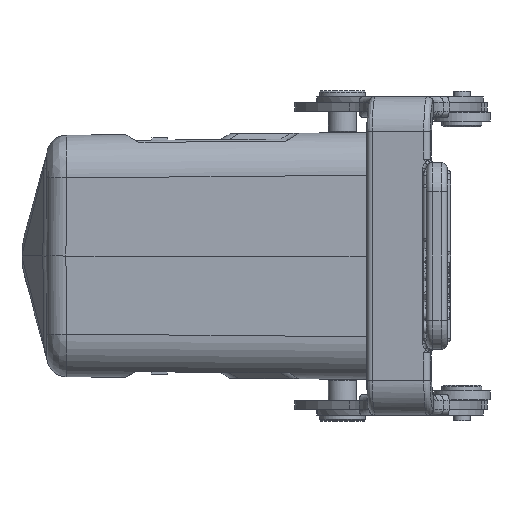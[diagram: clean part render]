
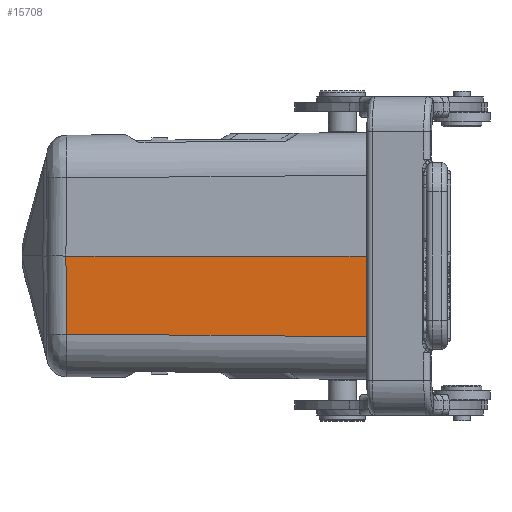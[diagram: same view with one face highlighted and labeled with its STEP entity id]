
A CAD part, left-side view. The second image highlights one B-rep face of the part: STEP entity #15708.
In plain terms, the highlighted planar face has unit normal (-1, 0.009, -0.009).
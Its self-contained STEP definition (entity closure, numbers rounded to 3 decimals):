
#8556=PLANE('',#35114);
#11175=LINE('',#57112,#13366);
#11194=LINE('',#57269,#13385);
#11196=LINE('',#57298,#13387);
#11197=LINE('',#57300,#13388);
#13366=VECTOR('',#41558,1.);
#13385=VECTOR('',#41645,1.);
#13387=VECTOR('',#41657,1.);
#13388=VECTOR('',#41660,1.);
#15708=ADVANCED_FACE('',(#17111),#8556,.T.);
#17111=FACE_OUTER_BOUND('',#18868,.T.);
#18868=EDGE_LOOP('',(#25935,#25936,#25937,#25938,#25939,#25940));
#25935=ORIENTED_EDGE('',*,*,#32113,.F.);
#25936=ORIENTED_EDGE('',*,*,#32152,.F.);
#25937=ORIENTED_EDGE('',*,*,#32158,.T.);
#25938=ORIENTED_EDGE('',*,*,#32159,.F.);
#25939=ORIENTED_EDGE('',*,*,#32160,.F.);
#25940=ORIENTED_EDGE('',*,*,#32161,.F.);
#28532=VERTEX_POINT('',#57092);
#28533=VERTEX_POINT('',#57113);
#28553=VERTEX_POINT('',#57270);
#28556=VERTEX_POINT('',#57297);
#28557=VERTEX_POINT('',#57301);
#28558=VERTEX_POINT('',#57314);
#32113=EDGE_CURVE('',#28532,#28533,#11175,.T.);
#32152=EDGE_CURVE('',#28553,#28532,#11194,.T.);
#32158=EDGE_CURVE('',#28553,#28556,#11196,.T.);
#32159=EDGE_CURVE('',#28557,#28556,#11197,.T.);
#32160=EDGE_CURVE('',#28558,#28557,#32930,.T.);
#32161=EDGE_CURVE('',#28533,#28558,#32931,.T.);
#32930=B_SPLINE_CURVE_WITH_KNOTS('',3,(#57302,#57303,#57304,#57305,#57306,
#57307,#57308,#57309,#57310,#57311,#57312,#57313),.UNSPECIFIED.,.F.,.F.,
(4,1,1,1,1,2,2,4),(0.,0.25,0.375,0.437,
0.469,0.484,0.5,1.),.UNSPECIFIED.);
#32931=B_SPLINE_CURVE_WITH_KNOTS('',3,(#57315,#57316,#57317,#57318),
 .UNSPECIFIED.,.F.,.F.,(4,4),(0.,1.),.UNSPECIFIED.);
#35114=AXIS2_PLACEMENT_3D('',#57319,#41661,#41662);
#41558=DIRECTION('',(-0.009,0.009,1.));
#41645=DIRECTION('',(0.009,1.,0.009));
#41657=DIRECTION('',(-0.009,0.,1.));
#41660=DIRECTION('',(-0.009,-1.,0.));
#41661=DIRECTION('',(-1.,0.009,-0.009));
#41662=DIRECTION('',(0.009,0.,-1.));
#57092=CARTESIAN_POINT('',(-35.915,123.412,-13.6));
#57112=CARTESIAN_POINT('',(-36.033,123.531,0.034));
#57113=CARTESIAN_POINT('',(-36.033,123.531,0.));
#57269=CARTESIAN_POINT('',(-36.376,70.132,-14.065));
#57270=CARTESIAN_POINT('',(-36.373,70.504,-14.061));
#57297=CARTESIAN_POINT('',(-36.496,70.504,0.));
#57298=CARTESIAN_POINT('',(-36.506,70.504,1.225));
#57300=CARTESIAN_POINT('',(-36.486,71.6,0.));
#57301=CARTESIAN_POINT('',(-36.486,71.6,0.));
#57302=CARTESIAN_POINT('',(-36.409,80.4,-0.001));
#57303=CARTESIAN_POINT('',(-36.416,79.667,-0.001));
#57304=CARTESIAN_POINT('',(-36.425,78.567,-0.001));
#57305=CARTESIAN_POINT('',(-36.436,77.283,-0.001));
#57306=CARTESIAN_POINT('',(-36.442,76.642,-0.001));
#57307=CARTESIAN_POINT('',(-36.445,76.321,-0.001));
#57308=CARTESIAN_POINT('',(-36.446,76.183,-0.001));
#57309=CARTESIAN_POINT('',(-36.447,76.092,-0.001));
#57310=CARTESIAN_POINT('',(-36.448,76.009,-0.001));
#57311=CARTESIAN_POINT('',(-36.45,75.717,-0.001));
#57312=CARTESIAN_POINT('',(-36.463,74.251,-0.001));
#57313=CARTESIAN_POINT('',(-36.486,71.6,0.));
#57314=CARTESIAN_POINT('',(-36.409,80.4,-0.001));
#57315=CARTESIAN_POINT('',(-36.033,123.531,0.));
#57316=CARTESIAN_POINT('',(-36.158,109.154,-0.001));
#57317=CARTESIAN_POINT('',(-36.284,94.777,-0.001));
#57318=CARTESIAN_POINT('',(-36.409,80.4,-0.001));
#57319=CARTESIAN_POINT('',(-36.511,70.,1.225));
